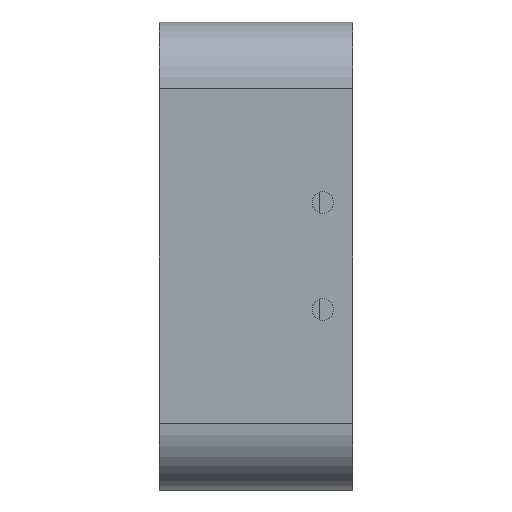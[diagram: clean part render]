
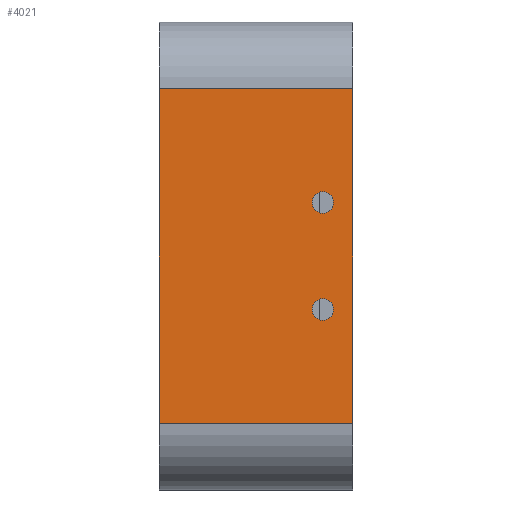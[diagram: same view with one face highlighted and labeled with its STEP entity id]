
A CAD part, left-side view. The second image highlights one B-rep face of the part: STEP entity #4021.
In plain terms, the highlighted planar face has unit normal (-1, 0, 0).
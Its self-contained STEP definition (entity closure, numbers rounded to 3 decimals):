
#20 = DIRECTION ( 'NONE',  ( 0., 0., -1. ) ) ;
#52 = CARTESIAN_POINT ( 'NONE',  ( -62.5, 4.5, 8. ) ) ;
#57 = CARTESIAN_POINT ( 'NONE',  ( -62.5, 4.5, -8. ) ) ;
#64 = EDGE_LOOP ( 'NONE', ( #4057, #2312 ) ) ;
#78 = EDGE_CURVE ( 'NONE', #4211, #1585, #1893, .T. ) ;
#87 = DIRECTION ( 'NONE',  ( -1., 0., 0. ) ) ;
#110 = EDGE_LOOP ( 'NONE', ( #734, #3228, #2250, #2136 ) ) ;
#147 = VECTOR ( 'NONE', #2430, 1000. ) ;
#180 = CIRCLE ( 'NONE', #455, 1.6 ) ;
#212 = VECTOR ( 'NONE', #3529, 1000. ) ;
#246 = CARTESIAN_POINT ( 'NONE',  ( -62.5, 4.5, -6.4 ) ) ;
#376 = AXIS2_PLACEMENT_3D ( 'NONE', #3785, #1532, #3737 ) ;
#436 = ORIENTED_EDGE ( 'NONE', *, *, #550, .F. ) ;
#451 = CARTESIAN_POINT ( 'NONE',  ( -62.5, 0., -25. ) ) ;
#455 = AXIS2_PLACEMENT_3D ( 'NONE', #52, #87, #2379 ) ;
#489 = CARTESIAN_POINT ( 'NONE',  ( -62.5, 4.5, 6.4 ) ) ;
#550 = EDGE_CURVE ( 'NONE', #1728, #2662, #4232, .T. ) ;
#571 = LINE ( 'NONE', #4147, #212 ) ;
#723 = AXIS2_PLACEMENT_3D ( 'NONE', #1118, #1165, #2499 ) ;
#734 = ORIENTED_EDGE ( 'NONE', *, *, #2407, .F. ) ;
#814 = EDGE_LOOP ( 'NONE', ( #3808, #436 ) ) ;
#819 = LINE ( 'NONE', #3149, #147 ) ;
#936 = CIRCLE ( 'NONE', #723, 1.6 ) ;
#1015 = DIRECTION ( 'NONE',  ( -1., 0., 0. ) ) ;
#1114 = VERTEX_POINT ( 'NONE', #1149 ) ;
#1118 = CARTESIAN_POINT ( 'NONE',  ( -62.5, 4.5, -8. ) ) ;
#1129 = CIRCLE ( 'NONE', #3771, 1.6 ) ;
#1149 = CARTESIAN_POINT ( 'NONE',  ( -62.5, 0., -25. ) ) ;
#1165 = DIRECTION ( 'NONE',  ( -1., 0., 0. ) ) ;
#1170 = DIRECTION ( 'NONE',  ( 0., 0., -1. ) ) ;
#1183 = EDGE_CURVE ( 'NONE', #2003, #1114, #571, .T. ) ;
#1389 = VECTOR ( 'NONE', #3870, 1000. ) ;
#1532 = DIRECTION ( 'NONE',  ( -1., 0., 0. ) ) ;
#1549 = CARTESIAN_POINT ( 'NONE',  ( -62.5, 29., 25. ) ) ;
#1585 = VERTEX_POINT ( 'NONE', #4283 ) ;
#1728 = VERTEX_POINT ( 'NONE', #489 ) ;
#1893 = LINE ( 'NONE', #1549, #1389 ) ;
#2003 = VERTEX_POINT ( 'NONE', #3295 ) ;
#2055 = CARTESIAN_POINT ( 'NONE',  ( -62.5, 4.5, 9.6 ) ) ;
#2135 = FACE_OUTER_BOUND ( 'NONE', #110, .T. ) ;
#2136 = ORIENTED_EDGE ( 'NONE', *, *, #1183, .T. ) ;
#2250 = ORIENTED_EDGE ( 'NONE', *, *, #2433, .T. ) ;
#2312 = ORIENTED_EDGE ( 'NONE', *, *, #2670, .F. ) ;
#2379 = DIRECTION ( 'NONE',  ( 0., 0., -1. ) ) ;
#2407 = EDGE_CURVE ( 'NONE', #1585, #1114, #4146, .T. ) ;
#2416 = FACE_BOUND ( 'NONE', #814, .T. ) ;
#2430 = DIRECTION ( 'NONE',  ( 0., 0., -1. ) ) ;
#2433 = EDGE_CURVE ( 'NONE', #4211, #2003, #819, .T. ) ;
#2499 = DIRECTION ( 'NONE',  ( 0., 0., 1. ) ) ;
#2538 = VERTEX_POINT ( 'NONE', #246 ) ;
#2662 = VERTEX_POINT ( 'NONE', #2055 ) ;
#2670 = EDGE_CURVE ( 'NONE', #3273, #2538, #1129, .T. ) ;
#2730 = DIRECTION ( 'NONE',  ( -1., 0., 0. ) ) ;
#2765 = PLANE ( 'NONE',  #376 ) ;
#2837 = FACE_BOUND ( 'NONE', #64, .T. ) ;
#3149 = CARTESIAN_POINT ( 'NONE',  ( -62.5, 29., -25. ) ) ;
#3228 = ORIENTED_EDGE ( 'NONE', *, *, #78, .F. ) ;
#3248 = EDGE_CURVE ( 'NONE', #2538, #3273, #936, .T. ) ;
#3250 = CARTESIAN_POINT ( 'NONE',  ( -62.5, 29., 25. ) ) ;
#3273 = VERTEX_POINT ( 'NONE', #3547 ) ;
#3295 = CARTESIAN_POINT ( 'NONE',  ( -62.5, 29., -25. ) ) ;
#3357 = DIRECTION ( 'NONE',  ( 0., 0., 1. ) ) ;
#3529 = DIRECTION ( 'NONE',  ( 0., -1., 0. ) ) ;
#3547 = CARTESIAN_POINT ( 'NONE',  ( -62.5, 4.5, -9.6 ) ) ;
#3558 = VECTOR ( 'NONE', #1170, 1000. ) ;
#3737 = DIRECTION ( 'NONE',  ( 0., 0., 1. ) ) ;
#3771 = AXIS2_PLACEMENT_3D ( 'NONE', #57, #2730, #3357 ) ;
#3785 = CARTESIAN_POINT ( 'NONE',  ( -62.5, 29., -25. ) ) ;
#3808 = ORIENTED_EDGE ( 'NONE', *, *, #3934, .F. ) ;
#3870 = DIRECTION ( 'NONE',  ( 0., -1., 0. ) ) ;
#3934 = EDGE_CURVE ( 'NONE', #2662, #1728, #180, .T. ) ;
#3986 = CARTESIAN_POINT ( 'NONE',  ( -62.5, 4.5, 8. ) ) ;
#4021 = ADVANCED_FACE ( 'NONE', ( #2837, #2416, #2135 ), #2765, .T. ) ;
#4057 = ORIENTED_EDGE ( 'NONE', *, *, #3248, .F. ) ;
#4080 = AXIS2_PLACEMENT_3D ( 'NONE', #3986, #1015, #20 ) ;
#4146 = LINE ( 'NONE', #451, #3558 ) ;
#4147 = CARTESIAN_POINT ( 'NONE',  ( -62.5, 29., -25. ) ) ;
#4211 = VERTEX_POINT ( 'NONE', #3250 ) ;
#4232 = CIRCLE ( 'NONE', #4080, 1.6 ) ;
#4283 = CARTESIAN_POINT ( 'NONE',  ( -62.5, 0., 25. ) ) ;
